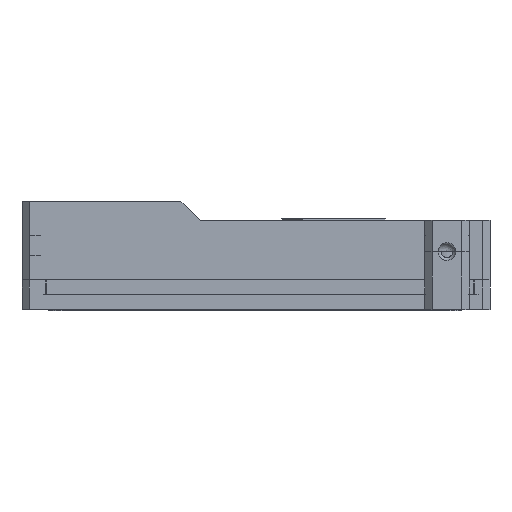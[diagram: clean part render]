
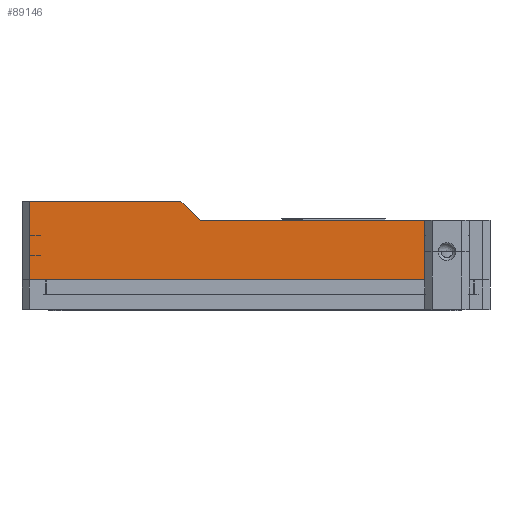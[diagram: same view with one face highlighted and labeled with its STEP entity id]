
A CAD part, front view. The second image highlights one B-rep face of the part: STEP entity #89146.
In plain terms, the highlighted planar face has unit normal (0, -1, 0).
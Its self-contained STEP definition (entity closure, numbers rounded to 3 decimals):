
#931=PLANE('',#94200);
#4325=FACE_OUTER_BOUND('',#9130,.T.);
#9130=EDGE_LOOP('',(#61401,#61402,#61403,#61404,#61405,#61406,#61407,#61408));
#16965=LINE('',#128063,#27573);
#17039=LINE('',#128254,#27647);
#17064=LINE('',#128312,#27672);
#17079=LINE('',#128357,#27687);
#17091=LINE('',#128380,#27699);
#17134=LINE('',#128489,#27742);
#17146=LINE('',#128523,#27754);
#17162=LINE('',#128558,#27770);
#27573=VECTOR('',#102021,10.);
#27647=VECTOR('',#102149,1000.);
#27672=VECTOR('',#102196,1000.);
#27687=VECTOR('',#102241,1000.);
#27699=VECTOR('',#102275,1000.);
#27742=VECTOR('',#102410,1000.);
#27754=VECTOR('',#102438,1000.);
#27770=VECTOR('',#102480,1000.);
#38177=VERTEX_POINT('',#128060);
#38178=VERTEX_POINT('',#128062);
#38267=VERTEX_POINT('',#128251);
#38268=VERTEX_POINT('',#128253);
#38289=VERTEX_POINT('',#128309);
#38290=VERTEX_POINT('',#128311);
#38324=VERTEX_POINT('',#128487);
#38325=VERTEX_POINT('',#128488);
#47199=EDGE_CURVE('',#38177,#38178,#16965,.T.);
#47293=EDGE_CURVE('',#38268,#38267,#17039,.T.);
#47324=EDGE_CURVE('',#38290,#38289,#17064,.T.);
#47347=EDGE_CURVE('',#38289,#38268,#17079,.T.);
#47361=EDGE_CURVE('',#38178,#38267,#17091,.T.);
#47409=EDGE_CURVE('',#38324,#38325,#17134,.T.);
#47427=EDGE_CURVE('',#38177,#38325,#17146,.T.);
#47445=EDGE_CURVE('',#38324,#38290,#17162,.T.);
#61401=ORIENTED_EDGE('',*,*,#47427,.T.);
#61402=ORIENTED_EDGE('',*,*,#47409,.F.);
#61403=ORIENTED_EDGE('',*,*,#47445,.T.);
#61404=ORIENTED_EDGE('',*,*,#47324,.T.);
#61405=ORIENTED_EDGE('',*,*,#47347,.T.);
#61406=ORIENTED_EDGE('',*,*,#47293,.T.);
#61407=ORIENTED_EDGE('',*,*,#47361,.F.);
#61408=ORIENTED_EDGE('',*,*,#47199,.F.);
#89146=ADVANCED_FACE('',(#4325),#931,.F.);
#94200=AXIS2_PLACEMENT_3D('',#128557,#102478,#102479);
#102021=DIRECTION('',(1.,0.,0.));
#102149=DIRECTION('',(1.,0.,0.));
#102196=DIRECTION('',(1.,0.,0.));
#102241=DIRECTION('',(0.,0.,1.));
#102275=DIRECTION('',(0.,0.,-1.));
#102410=DIRECTION('',(1.,0.,0.));
#102438=DIRECTION('',(-0.707,0.,0.707));
#102478=DIRECTION('center_axis',(0.,1.,0.));
#102479=DIRECTION('ref_axis',(1.,0.,0.));
#102480=DIRECTION('',(0.,0.,-1.));
#128060=CARTESIAN_POINT('',(12.,0.,4.));
#128062=CARTESIAN_POINT('',(27.1,0.,4.));
#128063=CARTESIAN_POINT('',(7.875,0.,4.));
#128251=CARTESIAN_POINT('',(27.1,0.,1.9));
#128253=CARTESIAN_POINT('',(27.075,0.,1.9));
#128254=CARTESIAN_POINT('',(30.125,0.,1.9));
#128309=CARTESIAN_POINT('',(27.075,0.,0.));
#128311=CARTESIAN_POINT('',(0.5,0.,0.));
#128312=CARTESIAN_POINT('',(0.,0.,0.));
#128357=CARTESIAN_POINT('',(27.075,0.,0.));
#128380=CARTESIAN_POINT('',(27.1,0.,4.));
#128487=CARTESIAN_POINT('',(0.5,0.,5.3));
#128488=CARTESIAN_POINT('',(10.7,0.,5.3));
#128489=CARTESIAN_POINT('',(0.,0.,5.3));
#128523=CARTESIAN_POINT('',(12.,0.,4.));
#128557=CARTESIAN_POINT('Origin',(0.,0.,5.3));
#128558=CARTESIAN_POINT('',(0.5,0.,5.3));
